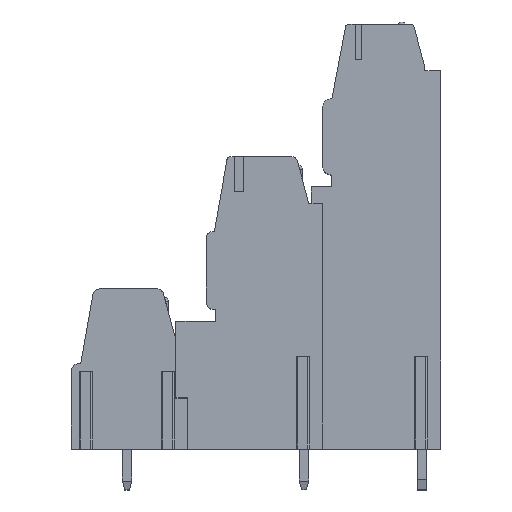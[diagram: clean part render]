
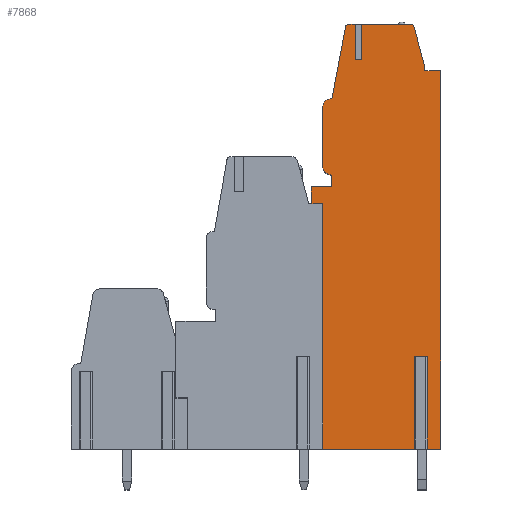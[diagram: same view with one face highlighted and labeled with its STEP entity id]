
A CAD part, top view. The second image highlights one B-rep face of the part: STEP entity #7868.
In plain terms, the highlighted planar face has unit normal (0, 0, 1).
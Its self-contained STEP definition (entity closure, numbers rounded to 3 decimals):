
#13=DIRECTION('',(0.,1.,0.));
#14=VECTOR('',#13,14.45);
#15=CARTESIAN_POINT('',(1.,-19.1,12.7));
#16=LINE('',#15,#14);
#17=DIRECTION('',(0.,-1.,0.));
#18=VECTOR('',#17,1.45);
#19=CARTESIAN_POINT('',(0.,3.5,12.7));
#20=LINE('',#19,#18);
#21=DIRECTION('',(-1.,0.,0.));
#22=VECTOR('',#21,1.8);
#23=CARTESIAN_POINT('',(1.8,3.5,12.7));
#24=LINE('',#23,#22);
#25=DIRECTION('',(0.,-1.,0.));
#26=VECTOR('',#25,1.);
#27=CARTESIAN_POINT('',(1.8,4.5,12.7));
#28=LINE('',#27,#26);
#29=CARTESIAN_POINT('',(1.8,5.3,12.7));
#30=DIRECTION('',(0.,0.,1.));
#31=DIRECTION('',(-1.,0.,0.));
#32=AXIS2_PLACEMENT_3D('',#29,#30,#31);
#34=DIRECTION('',(0.,-1.,0.));
#35=VECTOR('',#34,5.);
#36=CARTESIAN_POINT('',(1.,10.3,12.7));
#37=LINE('',#36,#35);
#38=CARTESIAN_POINT('',(1.8,10.3,12.7));
#39=DIRECTION('',(0.,0.,1.));
#40=DIRECTION('',(0.,1.,0.));
#41=AXIS2_PLACEMENT_3D('',#38,#39,#40);
#43=DIRECTION('',(-0.186,-0.983,0.));
#44=VECTOR('',#43,6.265);
#45=CARTESIAN_POINT('',(2.964,17.256,12.7));
#46=LINE('',#45,#44);
#47=CARTESIAN_POINT('',(3.259,17.2,12.7));
#48=DIRECTION('',(0.,0.,1.));
#49=DIRECTION('',(0.,1.,0.));
#50=AXIS2_PLACEMENT_3D('',#47,#48,#49);
#52=DIRECTION('',(-1.,0.,0.));
#53=VECTOR('',#52,0.551);
#54=CARTESIAN_POINT('',(3.81,17.5,12.7));
#55=LINE('',#54,#53);
#56=DIRECTION('',(0.,-1.,0.));
#57=VECTOR('',#56,3.05);
#58=CARTESIAN_POINT('',(3.81,17.5,12.7));
#59=LINE('',#58,#57);
#60=DIRECTION('',(1.,0.,0.));
#61=VECTOR('',#60,0.5);
#62=CARTESIAN_POINT('',(3.81,14.45,12.7));
#63=LINE('',#62,#61);
#64=DIRECTION('',(0.,-1.,0.));
#65=VECTOR('',#64,3.05);
#66=CARTESIAN_POINT('',(4.31,17.5,12.7));
#67=LINE('',#66,#65);
#68=DIRECTION('',(-1.,0.,0.));
#69=VECTOR('',#68,4.27);
#70=CARTESIAN_POINT('',(8.58,17.5,12.7));
#71=LINE('',#70,#69);
#72=CARTESIAN_POINT('',(8.58,17.2,12.7));
#73=DIRECTION('',(0.,0.,1.));
#74=DIRECTION('',(0.965,0.261,0.));
#75=AXIS2_PLACEMENT_3D('',#72,#73,#74);
#77=DIRECTION('',(-0.261,0.965,0.));
#78=VECTOR('',#77,3.539);
#79=CARTESIAN_POINT('',(9.792,13.861,12.7));
#80=LINE('',#79,#78);
#81=DIRECTION('',(-0.035,0.999,0.));
#82=VECTOR('',#81,0.361);
#83=CARTESIAN_POINT('',(9.805,13.5,12.7));
#84=LINE('',#83,#82);
#85=DIRECTION('',(-1.,0.,0.));
#86=VECTOR('',#85,1.355);
#87=CARTESIAN_POINT('',(11.16,13.5,12.7));
#88=LINE('',#87,#86);
#89=DIRECTION('',(0.,1.,0.));
#90=VECTOR('',#89,32.6);
#91=CARTESIAN_POINT('',(11.16,-19.1,12.7));
#92=LINE('',#91,#90);
#93=DIRECTION('',(1.,0.,0.));
#94=VECTOR('',#93,1.39);
#95=CARTESIAN_POINT('',(9.77,-19.1,12.7));
#96=LINE('',#95,#94);
#97=DIRECTION('',(0.,1.,0.));
#98=VECTOR('',#97,8.);
#99=CARTESIAN_POINT('',(9.77,-19.1,12.7));
#100=LINE('',#99,#98);
#101=DIRECTION('',(-1.,0.,0.));
#102=VECTOR('',#101,0.62);
#103=CARTESIAN_POINT('',(9.77,-11.1,12.7));
#104=LINE('',#103,#102);
#105=DIRECTION('',(0.,1.,0.));
#106=VECTOR('',#105,8.);
#107=CARTESIAN_POINT('',(9.15,-19.1,12.7));
#108=LINE('',#107,#106);
#109=DIRECTION('',(1.,0.,0.));
#110=VECTOR('',#109,8.15);
#111=CARTESIAN_POINT('',(1.,-19.1,12.7));
#112=LINE('',#111,#110);
#133=DIRECTION('',(-1.,0.,0.));
#134=VECTOR('',#133,1.195);
#135=CARTESIAN_POINT('',(1.,-4.65,12.7));
#136=LINE('',#135,#134);
#141=DIRECTION('',(-1.,0.,0.));
#142=VECTOR('',#141,0.195);
#143=CARTESIAN_POINT('',(0.,2.05,12.7));
#144=LINE('',#143,#142);
#181=DIRECTION('',(0.,-1.,0.));
#182=VECTOR('',#181,6.7);
#183=CARTESIAN_POINT('',(-0.195,2.05,12.7));
#184=LINE('',#183,#182);
#6119=CARTESIAN_POINT('',(11.16,-19.1,12.7));
#6120=CARTESIAN_POINT('',(11.16,13.5,12.7));
#6121=VERTEX_POINT('',#6119);
#6122=VERTEX_POINT('',#6120);
#6123=CARTESIAN_POINT('',(9.805,13.5,12.7));
#6124=VERTEX_POINT('',#6123);
#6125=CARTESIAN_POINT('',(9.792,13.861,12.7));
#6126=VERTEX_POINT('',#6125);
#6127=CARTESIAN_POINT('',(8.87,17.278,12.7));
#6128=VERTEX_POINT('',#6127);
#6129=CARTESIAN_POINT('',(8.58,17.5,12.7));
#6130=VERTEX_POINT('',#6129);
#6131=CARTESIAN_POINT('',(3.259,17.5,12.7));
#6132=CARTESIAN_POINT('',(2.964,17.256,12.7));
#6133=VERTEX_POINT('',#6131);
#6134=VERTEX_POINT('',#6132);
#6135=CARTESIAN_POINT('',(1.8,11.1,12.7));
#6136=VERTEX_POINT('',#6135);
#6137=CARTESIAN_POINT('',(1.,10.3,12.7));
#6138=VERTEX_POINT('',#6137);
#6139=CARTESIAN_POINT('',(1.,5.3,12.7));
#6140=VERTEX_POINT('',#6139);
#6141=CARTESIAN_POINT('',(1.8,4.5,12.7));
#6142=VERTEX_POINT('',#6141);
#6143=CARTESIAN_POINT('',(1.8,3.5,12.7));
#6144=VERTEX_POINT('',#6143);
#6145=CARTESIAN_POINT('',(0.,3.5,12.7));
#6146=VERTEX_POINT('',#6145);
#6245=CARTESIAN_POINT('',(1.,-19.1,12.7));
#6246=VERTEX_POINT('',#6245);
#6271=CARTESIAN_POINT('',(9.77,-11.1,12.7));
#6272=CARTESIAN_POINT('',(9.15,-11.1,12.7));
#6273=VERTEX_POINT('',#6271);
#6274=VERTEX_POINT('',#6272);
#6275=CARTESIAN_POINT('',(9.77,-19.1,12.7));
#6276=VERTEX_POINT('',#6275);
#6277=CARTESIAN_POINT('',(9.15,-19.1,12.7));
#6278=VERTEX_POINT('',#6277);
#6315=CARTESIAN_POINT('',(3.81,14.45,12.7));
#6316=CARTESIAN_POINT('',(4.31,14.45,12.7));
#6317=VERTEX_POINT('',#6315);
#6318=VERTEX_POINT('',#6316);
#6319=CARTESIAN_POINT('',(4.31,17.5,12.7));
#6320=VERTEX_POINT('',#6319);
#6321=CARTESIAN_POINT('',(3.81,17.5,12.7));
#6322=VERTEX_POINT('',#6321);
#6699=CARTESIAN_POINT('',(-0.195,-4.65,12.7));
#6701=VERTEX_POINT('',#6699);
#6703=CARTESIAN_POINT('',(0.,2.05,12.7));
#6704=CARTESIAN_POINT('',(-0.195,2.05,12.7));
#6705=VERTEX_POINT('',#6703);
#6706=VERTEX_POINT('',#6704);
#6711=CARTESIAN_POINT('',(1.,-4.65,12.7));
#6713=VERTEX_POINT('',#6711);
#7807=CARTESIAN_POINT('',(0.,0.,12.7));
#7808=DIRECTION('',(0.,0.,1.));
#7809=DIRECTION('',(1.,0.,0.));
#7810=AXIS2_PLACEMENT_3D('',#7807,#7808,#7809);
#7811=PLANE('',#7810);
#7813=ORIENTED_EDGE('',*,*,#7812,.T.);
#7815=ORIENTED_EDGE('',*,*,#7814,.T.);
#7817=ORIENTED_EDGE('',*,*,#7816,.F.);
#7819=ORIENTED_EDGE('',*,*,#7818,.F.);
#7821=ORIENTED_EDGE('',*,*,#7820,.F.);
#7823=ORIENTED_EDGE('',*,*,#7822,.F.);
#7825=ORIENTED_EDGE('',*,*,#7824,.F.);
#7827=ORIENTED_EDGE('',*,*,#7826,.F.);
#7829=ORIENTED_EDGE('',*,*,#7828,.F.);
#7831=ORIENTED_EDGE('',*,*,#7830,.F.);
#7833=ORIENTED_EDGE('',*,*,#7832,.F.);
#7835=ORIENTED_EDGE('',*,*,#7834,.F.);
#7837=ORIENTED_EDGE('',*,*,#7836,.F.);
#7839=ORIENTED_EDGE('',*,*,#7838,.T.);
#7841=ORIENTED_EDGE('',*,*,#7840,.T.);
#7843=ORIENTED_EDGE('',*,*,#7842,.F.);
#7845=ORIENTED_EDGE('',*,*,#7844,.F.);
#7847=ORIENTED_EDGE('',*,*,#7846,.F.);
#7849=ORIENTED_EDGE('',*,*,#7848,.F.);
#7851=ORIENTED_EDGE('',*,*,#7850,.F.);
#7853=ORIENTED_EDGE('',*,*,#7852,.F.);
#7855=ORIENTED_EDGE('',*,*,#7854,.F.);
#7857=ORIENTED_EDGE('',*,*,#7856,.F.);
#7859=ORIENTED_EDGE('',*,*,#7858,.T.);
#7861=ORIENTED_EDGE('',*,*,#7860,.T.);
#7863=ORIENTED_EDGE('',*,*,#7862,.F.);
#7865=ORIENTED_EDGE('',*,*,#7864,.F.);
#7866=EDGE_LOOP('',(#7813,#7815,#7817,#7819,#7821,#7823,#7825,#7827,#7829,#7831,
#7833,#7835,#7837,#7839,#7841,#7843,#7845,#7847,#7849,#7851,#7853,#7855,#7857,
#7859,#7861,#7863,#7865));
#7867=FACE_OUTER_BOUND('',#7866,.F.);
#33=CIRCLE('',#32,0.8);
#42=CIRCLE('',#41,0.8);
#51=CIRCLE('',#50,0.3);
#76=CIRCLE('',#75,0.3);
#7812=EDGE_CURVE('',#6246,#6713,#16,.T.);
#7814=EDGE_CURVE('',#6713,#6701,#136,.T.);
#7816=EDGE_CURVE('',#6706,#6701,#184,.T.);
#7818=EDGE_CURVE('',#6705,#6706,#144,.T.);
#7820=EDGE_CURVE('',#6146,#6705,#20,.T.);
#7822=EDGE_CURVE('',#6144,#6146,#24,.T.);
#7824=EDGE_CURVE('',#6142,#6144,#28,.T.);
#7826=EDGE_CURVE('',#6140,#6142,#33,.T.);
#7828=EDGE_CURVE('',#6138,#6140,#37,.T.);
#7830=EDGE_CURVE('',#6136,#6138,#42,.T.);
#7832=EDGE_CURVE('',#6134,#6136,#46,.T.);
#7834=EDGE_CURVE('',#6133,#6134,#51,.T.);
#7836=EDGE_CURVE('',#6322,#6133,#55,.T.);
#7838=EDGE_CURVE('',#6322,#6317,#59,.T.);
#7840=EDGE_CURVE('',#6317,#6318,#63,.T.);
#7842=EDGE_CURVE('',#6320,#6318,#67,.T.);
#7844=EDGE_CURVE('',#6130,#6320,#71,.T.);
#7846=EDGE_CURVE('',#6128,#6130,#76,.T.);
#7848=EDGE_CURVE('',#6126,#6128,#80,.T.);
#7850=EDGE_CURVE('',#6124,#6126,#84,.T.);
#7852=EDGE_CURVE('',#6122,#6124,#88,.T.);
#7854=EDGE_CURVE('',#6121,#6122,#92,.T.);
#7856=EDGE_CURVE('',#6276,#6121,#96,.T.);
#7858=EDGE_CURVE('',#6276,#6273,#100,.T.);
#7860=EDGE_CURVE('',#6273,#6274,#104,.T.);
#7862=EDGE_CURVE('',#6278,#6274,#108,.T.);
#7864=EDGE_CURVE('',#6246,#6278,#112,.T.);
#7868=ADVANCED_FACE('',(#7867),#7811,.T.);
